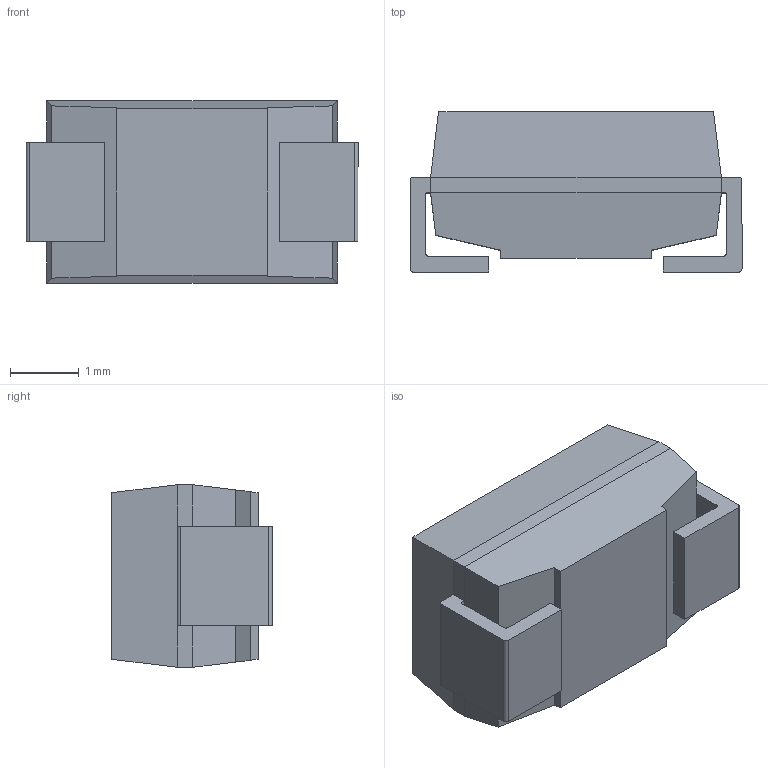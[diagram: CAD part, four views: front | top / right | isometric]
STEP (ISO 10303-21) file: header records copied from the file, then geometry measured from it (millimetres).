
FILE_DESCRIPTION (( 'STEP AP214' ), '1' );
FILE_NAME ('diode_172mil_chip1210.STEP', '2016-07-04T15:04:34', ( 'NgocHoang' ), ( '' ), 'SwSTEP 2.0', 'SolidWorks 2010', '' );
FILE_SCHEMA (( 'AUTOMOTIVE_DESIGN' ));
Length unit declared in the file: millimetre
Products named in the file (3): diode_172mil; PIN_DIODE_172MIL; diode_172mil_chip1210
Assembly tree (3 placements, depth 2):
  diode_172mil_chip1210
    diode_172mil
    PIN_DIODE_172MIL  x2
Bounding box: 4.84 x 2.34 x 2.67 mm (x, y, z)
Volume: 23.2 mm3; surface area: 66.9 mm2
Topology: 3 solids, 3 shells, 120 faces, 308 edges, 200 vertices
Faces by surface type: plane 104, bspline 8, cylinder 8
Entity records: 4717 total; most frequent: CARTESIAN_POINT 1232, ORIENTED_EDGE 544, DIRECTION 472, EDGE_CURVE 272, LINE 248, VECTOR 248, VERTEX_POINT 176, EDGE_LOOP 112
